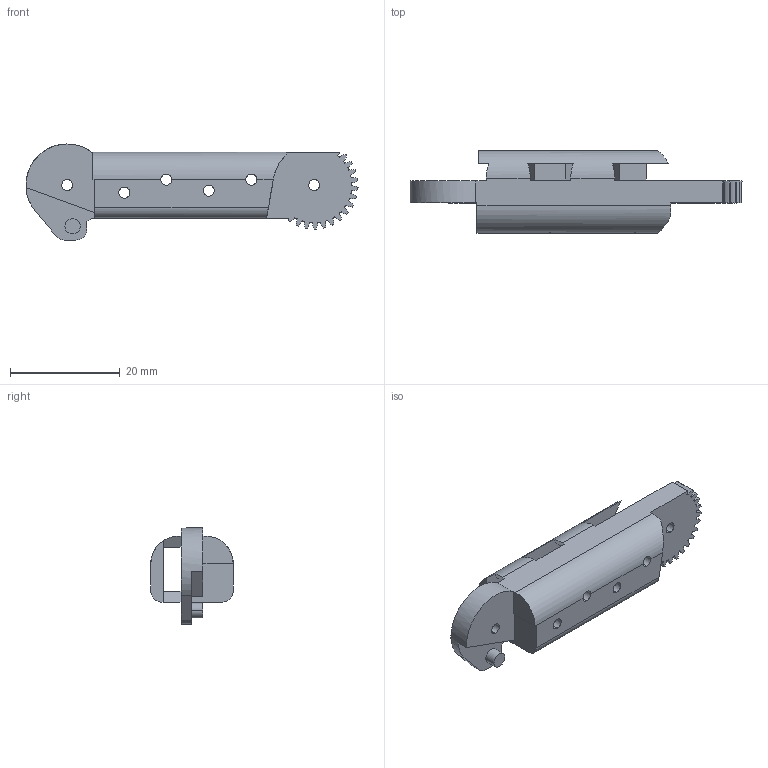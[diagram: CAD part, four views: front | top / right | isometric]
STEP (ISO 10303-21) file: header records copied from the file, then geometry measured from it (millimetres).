
FILE_DESCRIPTION (( 'STEP AP214' ), '1' );
FILE_NAME ('proximal.STEP', '2025-04-17T20:00:26', ( '' ), ( '' ), 'SwSTEP 2.0', 'SolidWorks 2023', '' );
FILE_SCHEMA (( 'AUTOMOTIVE_DESIGN' ));
Length unit declared in the file: millimetre
Products named in the file (1): proximal
Bounding box: 60.49 x 15 x 17.5 mm (x, y, z)
Volume: 4993.7 mm3; surface area: 4259 mm2
Topology: 1 solids, 1 shells, 188 faces, 581 edges, 387 vertices
Faces by surface type: plane 99, cylinder 89
Entity records: 6859 total; most frequent: CARTESIAN_POINT 1473, ORIENTED_EDGE 1162, DIRECTION 1104, EDGE_CURVE 581, VERTEX_POINT 387, VECTOR 384, LINE 384, AXIS2_PLACEMENT_3D 360
